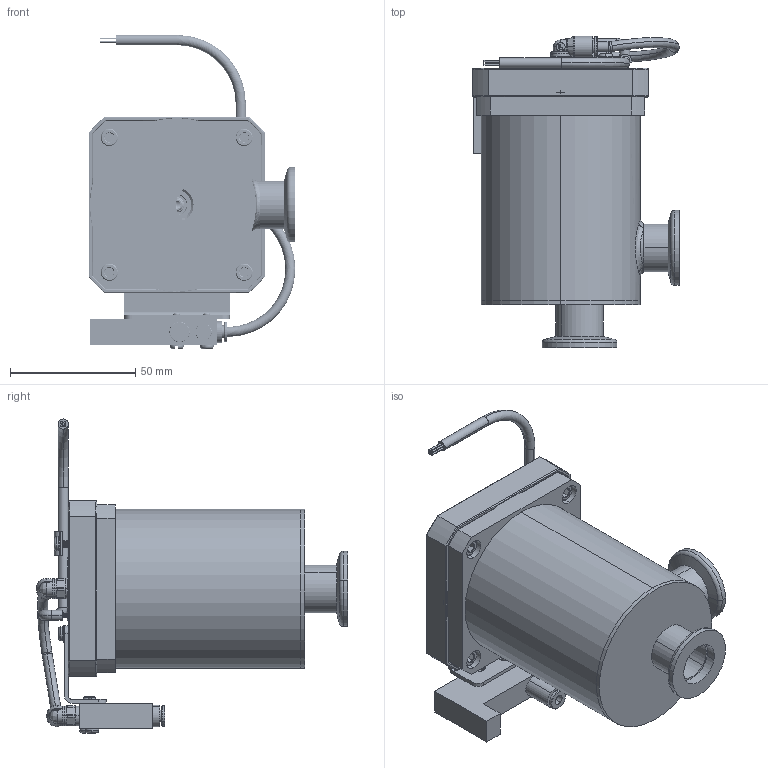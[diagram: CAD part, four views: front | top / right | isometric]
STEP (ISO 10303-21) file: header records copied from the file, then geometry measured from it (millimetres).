
FILE_DESCRIPTION (( 'STEP AP203' ), '1' );
FILE_NAME ('NAP-S02112.STEP', '2023-06-23T20:41:36', ( '' ), ( '' ), 'SwSTEP 2.0', 'SolidWorks 2020', '' );
FILE_SCHEMA (( 'CONFIG_CONTROL_DESIGN' ));
Length unit declared in the file: inch
Products named in the file (1): NAP-S02112
Bounding box: 82.52 x 124.45 x 125.47 mm (x, y, z)
Volume: 127041.3 mm3; surface area: 131475.4 mm2
Topology: 42 solids, 42 shells, 2933 faces, 7822 edges, 5057 vertices
Faces by surface type: plane 1036, cylinder 938, cone 597, bspline 224, torus 130, sphere 8
Entity records: 120265 total; most frequent: CARTESIAN_POINT 50974, ORIENTED_EDGE 15626, DIRECTION 13428, EDGE_CURVE 7813, VERTEX_POINT 5057, AXIS2_PLACEMENT_3D 5042, VECTOR 3344, LINE 3344
